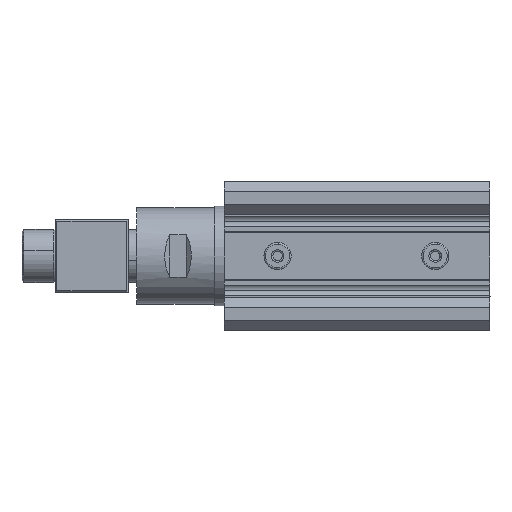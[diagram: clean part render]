
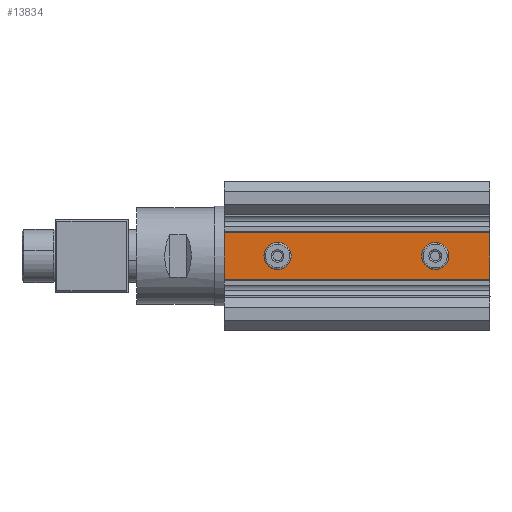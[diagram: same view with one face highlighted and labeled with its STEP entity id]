
A CAD part, left-side view. The second image highlights one B-rep face of the part: STEP entity #13834.
In plain terms, the highlighted planar face has unit normal (-1, 0, 0).
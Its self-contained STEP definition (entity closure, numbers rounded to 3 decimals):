
#579 = CARTESIAN_POINT ( 'NONE',  ( 62.337, 191.08, 0. ) ) ;
#666 = EDGE_LOOP ( 'NONE', ( #10113, #10421, #22396, #7211 ) ) ;
#1209 = ORIENTED_EDGE ( 'NONE', *, *, #7490, .F. ) ;
#1260 = LINE ( 'NONE', #20639, #6132 ) ;
#1406 = DIRECTION ( 'NONE',  ( -1., 0., 0. ) ) ;
#1692 = LINE ( 'NONE', #9605, #11360 ) ;
#1793 = VERTEX_POINT ( 'NONE', #9318 ) ;
#1813 = LINE ( 'NONE', #5207, #19975 ) ;
#2413 = DIRECTION ( 'NONE',  ( 0., 0., 1. ) ) ;
#2672 = DIRECTION ( 'NONE',  ( 0., -1., 0. ) ) ;
#3937 = VERTEX_POINT ( 'NONE', #13241 ) ;
#4005 = CARTESIAN_POINT ( 'NONE',  ( 62.337, 254.58, -6.95 ) ) ;
#4153 = DIRECTION ( 'NONE',  ( -1., 0., 0. ) ) ;
#4289 = ORIENTED_EDGE ( 'NONE', *, *, #21793, .F. ) ;
#4341 = CIRCLE ( 'NONE', #15179, 4.1 ) ;
#4608 = ORIENTED_EDGE ( 'NONE', *, *, #6743, .F. ) ;
#5207 = CARTESIAN_POINT ( 'NONE',  ( 62.337, 254.58, -6.95 ) ) ;
#5252 = VERTEX_POINT ( 'NONE', #4005 ) ;
#5257 = EDGE_CURVE ( 'NONE', #5252, #3937, #1813, .T. ) ;
#5691 = FACE_OUTER_BOUND ( 'NONE', #666, .T. ) ;
#5975 = VERTEX_POINT ( 'NONE', #9244 ) ;
#6132 = VECTOR ( 'NONE', #8010, 1000. ) ;
#6743 = EDGE_CURVE ( 'NONE', #23538, #10155, #4341, .T. ) ;
#7193 = DIRECTION ( 'NONE',  ( -1., 0., 0. ) ) ;
#7211 = ORIENTED_EDGE ( 'NONE', *, *, #15891, .T. ) ;
#7490 = EDGE_CURVE ( 'NONE', #5975, #20393, #14523, .T. ) ;
#7582 = VECTOR ( 'NONE', #23030, 1000. ) ;
#7863 = CARTESIAN_POINT ( 'NONE',  ( 62.337, 238.58, 4.1 ) ) ;
#8010 = DIRECTION ( 'NONE',  ( 0., 0., 1. ) ) ;
#8807 = CARTESIAN_POINT ( 'NONE',  ( 62.337, 174.58, 6.95 ) ) ;
#8978 = AXIS2_PLACEMENT_3D ( 'NONE', #18021, #7193, #19824 ) ;
#9244 = CARTESIAN_POINT ( 'NONE',  ( 62.337, 238.58, -4.1 ) ) ;
#9318 = CARTESIAN_POINT ( 'NONE',  ( 62.337, 254.58, 6.95 ) ) ;
#9605 = CARTESIAN_POINT ( 'NONE',  ( 62.337, 174.58, 6.95 ) ) ;
#10113 = ORIENTED_EDGE ( 'NONE', *, *, #19711, .T. ) ;
#10155 = VERTEX_POINT ( 'NONE', #11399 ) ;
#10421 = ORIENTED_EDGE ( 'NONE', *, *, #14862, .F. ) ;
#10906 = DIRECTION ( 'NONE',  ( -1., 0., 0. ) ) ;
#11179 = EDGE_LOOP ( 'NONE', ( #14712, #1209 ) ) ;
#11360 = VECTOR ( 'NONE', #11415, 1000. ) ;
#11399 = CARTESIAN_POINT ( 'NONE',  ( 62.337, 191.08, -4.1 ) ) ;
#11415 = DIRECTION ( 'NONE',  ( 0., 1., 0. ) ) ;
#11428 = PLANE ( 'NONE',  #19299 ) ;
#12209 = CIRCLE ( 'NONE', #14079, 4.1 ) ;
#12335 = CARTESIAN_POINT ( 'NONE',  ( 62.337, 191.08, 0. ) ) ;
#13241 = CARTESIAN_POINT ( 'NONE',  ( 62.337, 174.58, -6.95 ) ) ;
#13266 = DIRECTION ( 'NONE',  ( 0., 0., 1. ) ) ;
#13313 = DIRECTION ( 'NONE',  ( -1., 0., 0. ) ) ;
#13834 = ADVANCED_FACE ( 'NONE', ( #20122, #14746, #5691 ), #11428, .T. ) ;
#14079 = AXIS2_PLACEMENT_3D ( 'NONE', #21758, #10906, #23558 ) ;
#14130 = DIRECTION ( 'NONE',  ( 0., 0., 1. ) ) ;
#14172 = CIRCLE ( 'NONE', #14962, 4.1 ) ;
#14523 = CIRCLE ( 'NONE', #8978, 4.1 ) ;
#14712 = ORIENTED_EDGE ( 'NONE', *, *, #22337, .F. ) ;
#14746 = FACE_BOUND ( 'NONE', #11179, .T. ) ;
#14862 = EDGE_CURVE ( 'NONE', #5252, #1793, #17229, .T. ) ;
#14962 = AXIS2_PLACEMENT_3D ( 'NONE', #579, #13313, #2413 ) ;
#15179 = AXIS2_PLACEMENT_3D ( 'NONE', #12335, #1406, #14130 ) ;
#15891 = EDGE_CURVE ( 'NONE', #3937, #20099, #1260, .T. ) ;
#17079 = CARTESIAN_POINT ( 'NONE',  ( 62.337, 191.08, 4.1 ) ) ;
#17229 = LINE ( 'NONE', #17531, #7582 ) ;
#17531 = CARTESIAN_POINT ( 'NONE',  ( 62.337, 254.58, -8.8 ) ) ;
#18021 = CARTESIAN_POINT ( 'NONE',  ( 62.337, 238.58, 0. ) ) ;
#19299 = AXIS2_PLACEMENT_3D ( 'NONE', #20453, #4153, #13266 ) ;
#19711 = EDGE_CURVE ( 'NONE', #20099, #1793, #1692, .T. ) ;
#19824 = DIRECTION ( 'NONE',  ( 0., 0., 1. ) ) ;
#19975 = VECTOR ( 'NONE', #2672, 1000. ) ;
#20099 = VERTEX_POINT ( 'NONE', #8807 ) ;
#20122 = FACE_BOUND ( 'NONE', #20828, .T. ) ;
#20393 = VERTEX_POINT ( 'NONE', #7863 ) ;
#20453 = CARTESIAN_POINT ( 'NONE',  ( 62.337, 174.58, -8.8 ) ) ;
#20639 = CARTESIAN_POINT ( 'NONE',  ( 62.337, 174.58, -8.8 ) ) ;
#20828 = EDGE_LOOP ( 'NONE', ( #4608, #4289 ) ) ;
#21758 = CARTESIAN_POINT ( 'NONE',  ( 62.337, 238.58, 0. ) ) ;
#21793 = EDGE_CURVE ( 'NONE', #10155, #23538, #14172, .T. ) ;
#22337 = EDGE_CURVE ( 'NONE', #20393, #5975, #12209, .T. ) ;
#22396 = ORIENTED_EDGE ( 'NONE', *, *, #5257, .T. ) ;
#23030 = DIRECTION ( 'NONE',  ( 0., 0., 1. ) ) ;
#23538 = VERTEX_POINT ( 'NONE', #17079 ) ;
#23558 = DIRECTION ( 'NONE',  ( 0., 0., 1. ) ) ;
